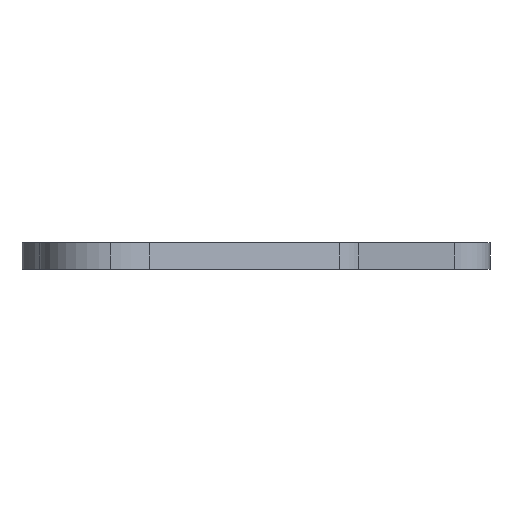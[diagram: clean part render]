
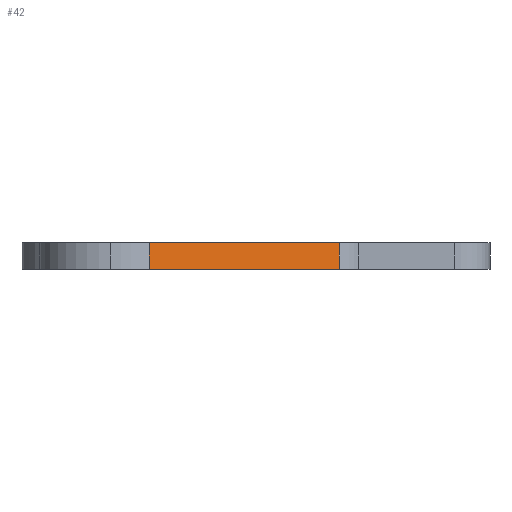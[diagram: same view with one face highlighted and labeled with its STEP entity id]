
A CAD part, left-side view. The second image highlights one B-rep face of the part: STEP entity #42.
In plain terms, the highlighted planar face has unit normal (-0.836, -0.548, 0).
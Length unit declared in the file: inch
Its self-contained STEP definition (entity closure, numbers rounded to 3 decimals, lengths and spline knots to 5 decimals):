
#27 = FACE_OUTER_BOUND ( 'NONE', #1452, .T. ) ;
#42 = ADVANCED_FACE ( 'NONE', ( #27 ), #320, .F. ) ;
#59 = ORIENTED_EDGE ( 'NONE', *, *, #983, .T. ) ;
#135 = EDGE_CURVE ( 'NONE', #802, #1094, #145, .T. ) ;
#145 = LINE ( 'NONE', #658, #1607 ) ;
#157 = LINE ( 'NONE', #1163, #751 ) ;
#247 = ORIENTED_EDGE ( 'NONE', *, *, #135, .F. ) ;
#277 = DIRECTION ( 'NONE',  ( 0., 0., 1. ) ) ;
#291 = ORIENTED_EDGE ( 'NONE', *, *, #1422, .T. ) ;
#320 = PLANE ( 'NONE',  #695 ) ;
#401 = VECTOR ( 'NONE', #277, 39.37008 ) ;
#658 = CARTESIAN_POINT ( 'NONE',  ( 4.75, 4.89, 0.09375 ) ) ;
#695 = AXIS2_PLACEMENT_3D ( 'NONE', #723, #955, #1464 ) ;
#723 = CARTESIAN_POINT ( 'NONE',  ( 4.75, 4.89, 0.09375 ) ) ;
#731 = LINE ( 'NONE', #1238, #1202 ) ;
#736 = DIRECTION ( 'NONE',  ( 0.548, -0.836, 0. ) ) ;
#751 = VECTOR ( 'NONE', #1177, 39.37008 ) ;
#787 = DIRECTION ( 'NONE',  ( 0.548, -0.836, 0. ) ) ;
#802 = VERTEX_POINT ( 'NONE', #1485 ) ;
#816 = EDGE_CURVE ( 'NONE', #1031, #1244, #731, .T. ) ;
#937 = CARTESIAN_POINT ( 'NONE',  ( 4.70909, 4.95242, 0.09375 ) ) ;
#955 = DIRECTION ( 'NONE',  ( 0.836, 0.548, 0. ) ) ;
#983 = EDGE_CURVE ( 'NONE', #1244, #1094, #1187, .T. ) ;
#1031 = VERTEX_POINT ( 'NONE', #1435 ) ;
#1094 = VERTEX_POINT ( 'NONE', #937 ) ;
#1163 = CARTESIAN_POINT ( 'NONE',  ( 3.83182, 6.29092, 0.09375 ) ) ;
#1177 = DIRECTION ( 'NONE',  ( 0., 0., -1. ) ) ;
#1187 = LINE ( 'NONE', #1453, #401 ) ;
#1202 = VECTOR ( 'NONE', #736, 39.37008 ) ;
#1238 = CARTESIAN_POINT ( 'NONE',  ( 4.75, 4.89, -0.09375 ) ) ;
#1244 = VERTEX_POINT ( 'NONE', #1347 ) ;
#1347 = CARTESIAN_POINT ( 'NONE',  ( 4.70909, 4.95242, -0.09375 ) ) ;
#1378 = ORIENTED_EDGE ( 'NONE', *, *, #816, .T. ) ;
#1422 = EDGE_CURVE ( 'NONE', #802, #1031, #157, .T. ) ;
#1435 = CARTESIAN_POINT ( 'NONE',  ( 3.83182, 6.29092, -0.09375 ) ) ;
#1452 = EDGE_LOOP ( 'NONE', ( #1378, #59, #247, #291 ) ) ;
#1453 = CARTESIAN_POINT ( 'NONE',  ( 4.70909, 4.95242, 0.09375 ) ) ;
#1464 = DIRECTION ( 'NONE',  ( -0.548, 0.836, 0. ) ) ;
#1485 = CARTESIAN_POINT ( 'NONE',  ( 3.83182, 6.29092, 0.09375 ) ) ;
#1607 = VECTOR ( 'NONE', #787, 39.37008 ) ;
